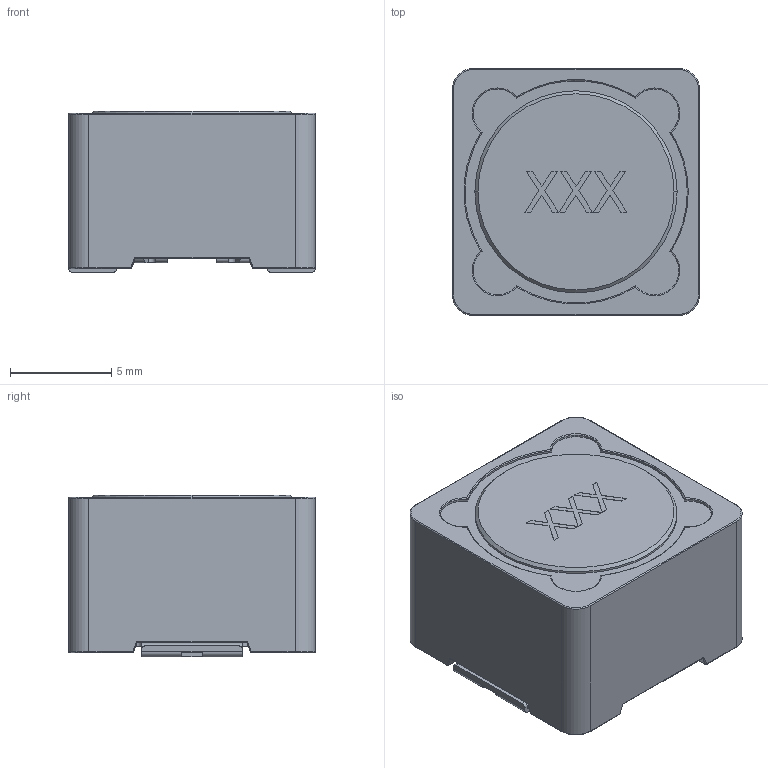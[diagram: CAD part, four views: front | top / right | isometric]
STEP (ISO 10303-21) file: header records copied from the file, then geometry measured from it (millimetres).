
FILE_DESCRIPTION (( 'STEP AP214' ), '1' );
FILE_NAME ('746DE79A-6876-4D4B-8C39-53481639B66A.STEP', '2023-07-31T22:12:06', ( '' ), ( '' ), 'SwSTEP 2.0', 'SolidWorks 2022', '' );
FILE_SCHEMA (( 'AUTOMOTIVE_DESIGN' ));
Length unit declared in the file: millimetre
Products named in the file (1): 746DE79A-6876-4D4B-8C39-53481639B66A
Bounding box: 12.2 x 12.2 x 8 mm (x, y, z)
Volume: 1088 mm3; surface area: 763.7 mm2
Topology: 1 solids, 1 shells, 306 faces, 865 edges, 551 vertices
Faces by surface type: plane 167, cylinder 106, torus 19, bspline 12, cone 2
Entity records: 12325 total; most frequent: CARTESIAN_POINT 2611, ORIENTED_EDGE 1730, DIRECTION 1611, EDGE_CURVE 865, VECTOR 573, LINE 573, VERTEX_POINT 551, AXIS2_PLACEMENT_3D 519
